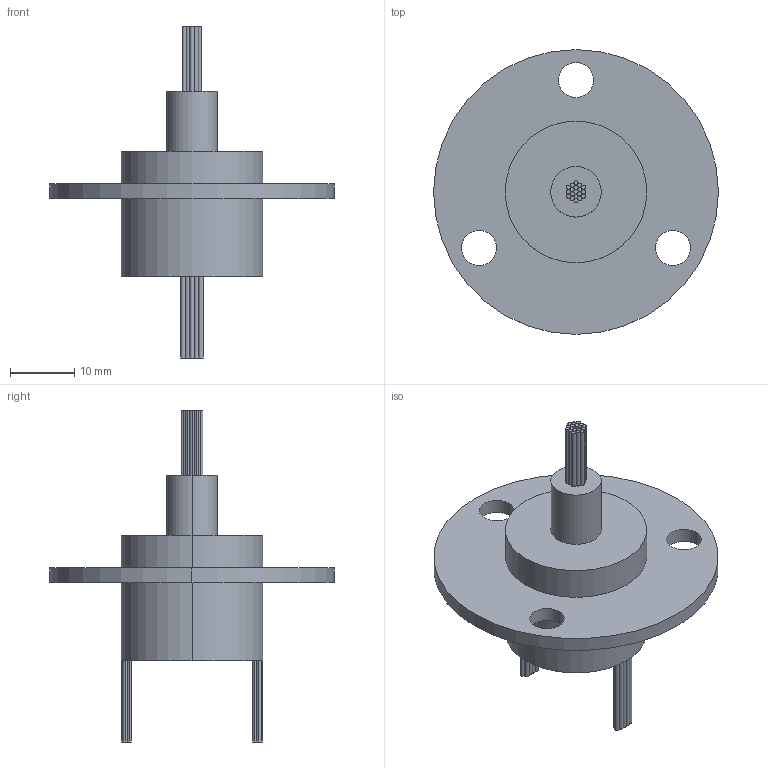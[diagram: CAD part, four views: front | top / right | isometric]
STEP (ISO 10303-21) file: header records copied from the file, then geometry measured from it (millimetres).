
FILE_DESCRIPTION (( 'STEP AP214' ), '1' );
FILE_NAME ('ES6.STEP', '2019-04-02T12:28:28', ( '' ), ( '' ), 'SwSTEP 2.0', 'SolidWorks 2018', '' );
FILE_SCHEMA (( 'AUTOMOTIVE_DESIGN' ));
Length unit declared in the file: inch
Products named in the file (1): ES6
Bounding box: 44.45 x 44.45 x 51.82 mm (x, y, z)
Volume: 10615.8 mm3; surface area: 5703.4 mm2
Topology: 1 solids, 1 shells, 127 faces, 258 edges, 172 vertices
Faces by surface type: cylinder 86, plane 41
Entity records: 3476 total; most frequent: DIRECTION 686, CARTESIAN_POINT 558, ORIENTED_EDGE 516, AXIS2_PLACEMENT_3D 300, EDGE_CURVE 258, EDGE_LOOP 172, CIRCLE 172, VERTEX_POINT 172
